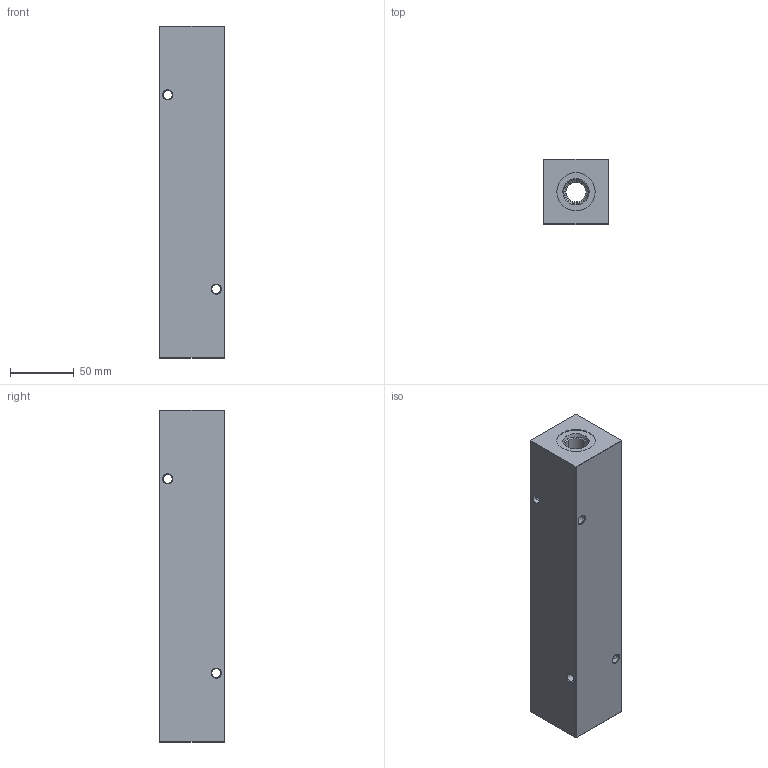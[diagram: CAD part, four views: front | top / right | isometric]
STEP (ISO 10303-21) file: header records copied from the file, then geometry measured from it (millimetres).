
FILE_DESCRIPTION (( 'STEP AP203' ), '1' );
FILE_NAME ('HM-5-90-S-8-6.STEP', '2020-11-09T21:37:26', ( '' ), ( '' ), 'SwSTEP 2.0', 'SolidWorks 2019', '' );
FILE_SCHEMA (( 'CONFIG_CONTROL_DESIGN' ));
Length unit declared in the file: inch
Products named in the file (1): HM-5-90-S-8-6
Bounding box: 50.8 x 50.8 x 260.35 mm (x, y, z)
Volume: 582121.3 mm3; surface area: 79824.5 mm2
Topology: 1 solids, 1 shells, 622 faces, 1565 edges, 994 vertices
Faces by surface type: plane 237, bspline 211, cone 88, cylinder 86
Entity records: 29488 total; most frequent: CARTESIAN_POINT 15853, ORIENTED_EDGE 3130, DIRECTION 2141, EDGE_CURVE 1565, VERTEX_POINT 994, LINE 897, VECTOR 897, EDGE_LOOP 705
